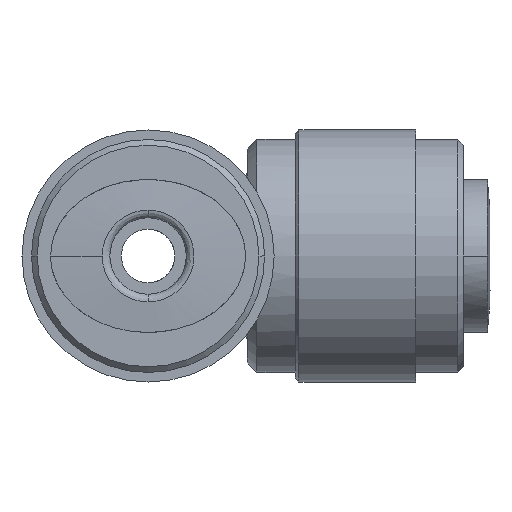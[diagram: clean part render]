
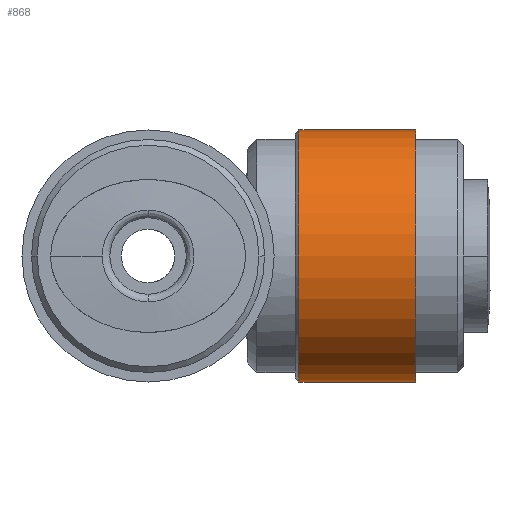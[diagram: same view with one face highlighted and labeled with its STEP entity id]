
A CAD part, left-side view. The second image highlights one B-rep face of the part: STEP entity #868.
In plain terms, the highlighted cylindrical face has radius 6.6 mm (diameter 13.2 mm), a partial arc.
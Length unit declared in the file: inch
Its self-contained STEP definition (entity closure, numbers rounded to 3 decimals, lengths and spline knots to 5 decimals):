
#40 = CARTESIAN_POINT ( 'NONE',  ( 0., -0.4311, 0. ) ) ;
#163 = ORIENTED_EDGE ( 'NONE', *, *, #271, .F. ) ;
#171 = CARTESIAN_POINT ( 'NONE',  ( 0., -0.55118, -0.25984 ) ) ;
#220 = CARTESIAN_POINT ( 'NONE',  ( 0., -0.31102, 0.25984 ) ) ;
#271 = EDGE_CURVE ( 'NONE', #3710, #3274, #999, .T. ) ;
#430 = LINE ( 'NONE', #1967, #3437 ) ;
#475 = FACE_OUTER_BOUND ( 'NONE', #1245, .T. ) ;
#678 = CARTESIAN_POINT ( 'NONE',  ( 0., -0.31102, 0. ) ) ;
#769 = CARTESIAN_POINT ( 'NONE',  ( 0., -0.55118, 0. ) ) ;
#868 = ADVANCED_FACE ( 'NONE', ( #475 ), #4241, .T. ) ;
#999 = CIRCLE ( 'NONE', #4031, 0.25984 ) ;
#1052 = DIRECTION ( 'NONE',  ( -1., 0., 0. ) ) ;
#1146 = DIRECTION ( 'NONE',  ( 0., 0., 1. ) ) ;
#1245 = EDGE_LOOP ( 'NONE', ( #4010, #1776, #3950, #163 ) ) ;
#1540 = CIRCLE ( 'NONE', #4697, 0.25984 ) ;
#1573 = VERTEX_POINT ( 'NONE', #4838 ) ;
#1776 = ORIENTED_EDGE ( 'NONE', *, *, #1845, .T. ) ;
#1822 = LINE ( 'NONE', #2097, #2827 ) ;
#1845 = EDGE_CURVE ( 'NONE', #3194, #1573, #1540, .T. ) ;
#1967 = CARTESIAN_POINT ( 'NONE',  ( 0., -0.4311, -0.25984 ) ) ;
#2097 = CARTESIAN_POINT ( 'NONE',  ( 0., -0.4311, 0.25984 ) ) ;
#2286 = DIRECTION ( 'NONE',  ( 0., 0., 1. ) ) ;
#2827 = VECTOR ( 'NONE', #3593, 39.37008 ) ;
#2865 = AXIS2_PLACEMENT_3D ( 'NONE', #40, #3807, #2286 ) ;
#3056 = EDGE_CURVE ( 'NONE', #3194, #3710, #430, .T. ) ;
#3058 = CARTESIAN_POINT ( 'NONE',  ( 0., -0.31102, -0.25984 ) ) ;
#3194 = VERTEX_POINT ( 'NONE', #171 ) ;
#3274 = VERTEX_POINT ( 'NONE', #220 ) ;
#3327 = DIRECTION ( 'NONE',  ( 0., 1., 0. ) ) ;
#3408 = DIRECTION ( 'NONE',  ( 0., 1., 0. ) ) ;
#3437 = VECTOR ( 'NONE', #4612, 39.37008 ) ;
#3593 = DIRECTION ( 'NONE',  ( 0., 1., 0. ) ) ;
#3710 = VERTEX_POINT ( 'NONE', #3058 ) ;
#3807 = DIRECTION ( 'NONE',  ( 0., 1., 0. ) ) ;
#3950 = ORIENTED_EDGE ( 'NONE', *, *, #4292, .T. ) ;
#4010 = ORIENTED_EDGE ( 'NONE', *, *, #3056, .F. ) ;
#4031 = AXIS2_PLACEMENT_3D ( 'NONE', #678, #3327, #1052 ) ;
#4241 = CYLINDRICAL_SURFACE ( 'NONE', #2865, 0.25984 ) ;
#4292 = EDGE_CURVE ( 'NONE', #1573, #3274, #1822, .T. ) ;
#4612 = DIRECTION ( 'NONE',  ( 0., 1., 0. ) ) ;
#4697 = AXIS2_PLACEMENT_3D ( 'NONE', #769, #3408, #1146 ) ;
#4838 = CARTESIAN_POINT ( 'NONE',  ( 0., -0.55118, 0.25984 ) ) ;
